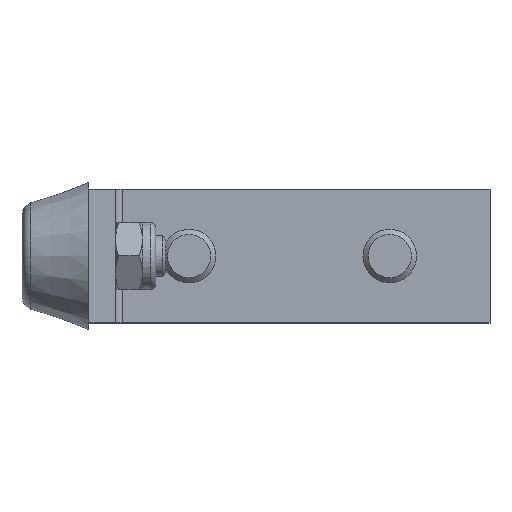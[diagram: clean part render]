
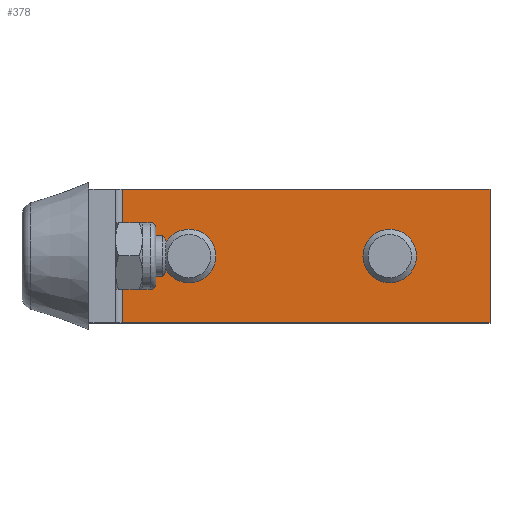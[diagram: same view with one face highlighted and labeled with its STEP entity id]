
A CAD part, top view. The second image highlights one B-rep face of the part: STEP entity #378.
In plain terms, the highlighted planar face has unit normal (0, 0, 1).
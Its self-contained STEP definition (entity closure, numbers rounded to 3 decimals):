
#378=ADVANCED_FACE('',(#703),#704,.T.);
#703=FACE_OUTER_BOUND('',#1099,.T.);
#704=PLANE('',#1100);
#1099=EDGE_LOOP('',(#1553,#1554,#1555,#1556));
#1100=AXIS2_PLACEMENT_3D('',#1557,#1558,#1559);
#1553=ORIENTED_EDGE('',*,*,#2333,.T.);
#1554=ORIENTED_EDGE('',*,*,#2334,.T.);
#1555=ORIENTED_EDGE('',*,*,#2335,.T.);
#1556=ORIENTED_EDGE('',*,*,#2336,.T.);
#1557=CARTESIAN_POINT('',(-2992.921,8671.444,392.311));
#1558=DIRECTION('',(0.,0.,1.));
#1559=DIRECTION('',(1.,0.,0.));
#2333=EDGE_CURVE('',#2688,#2689,#2690,.T.);
#2334=EDGE_CURVE('',#2689,#2691,#2692,.T.);
#2335=EDGE_CURVE('',#2691,#2693,#2694,.T.);
#2336=EDGE_CURVE('',#2693,#2688,#2695,.T.);
#2688=VERTEX_POINT('',#3194);
#2689=VERTEX_POINT('',#3195);
#2690=LINE('',#3196,#3197);
#2691=VERTEX_POINT('',#3198);
#2692=LINE('',#3199,#3200);
#2693=VERTEX_POINT('',#3201);
#2694=LINE('',#3202,#3203);
#2695=LINE('',#3204,#3205);
#3194=CARTESIAN_POINT('',(-2937.921,8671.444,392.311));
#3195=CARTESIAN_POINT('',(-2992.921,8671.444,392.311));
#3196=CARTESIAN_POINT('',(-2992.921,8671.444,392.311));
#3197=VECTOR('',#3894,1.);
#3198=CARTESIAN_POINT('',(-2992.921,8651.444,392.311));
#3199=CARTESIAN_POINT('',(-2992.921,8671.444,392.311));
#3200=VECTOR('',#3895,1.);
#3201=CARTESIAN_POINT('',(-2937.921,8651.444,392.311));
#3202=CARTESIAN_POINT('',(-2992.921,8651.444,392.311));
#3203=VECTOR('',#3896,1.);
#3204=CARTESIAN_POINT('',(-2937.921,8671.444,392.311));
#3205=VECTOR('',#3897,1.);
#3894=DIRECTION('',(-1.,0.,0.));
#3895=DIRECTION('',(0.,-1.,0.));
#3896=DIRECTION('',(1.,0.,0.));
#3897=DIRECTION('',(0.,1.,0.));
